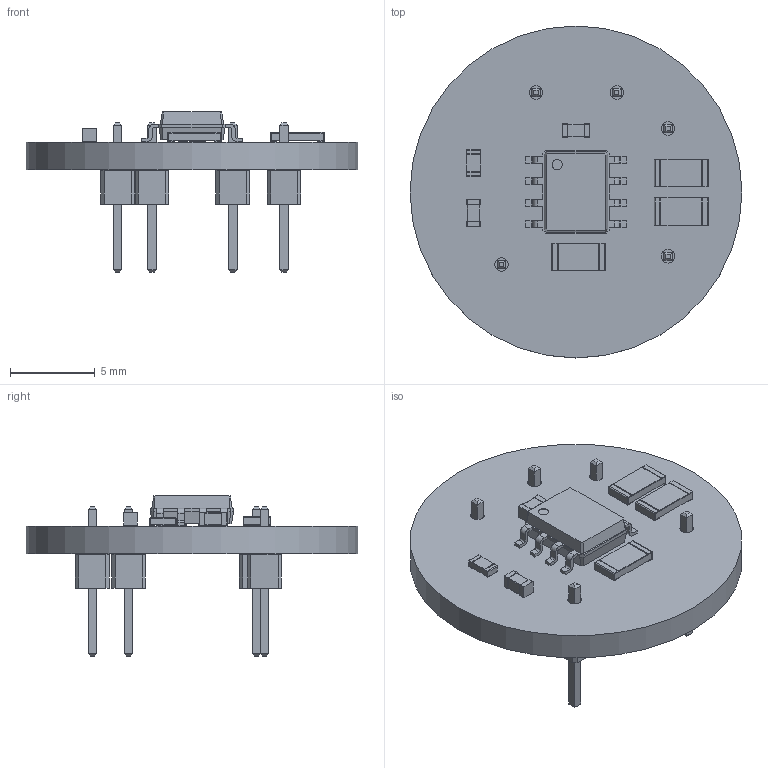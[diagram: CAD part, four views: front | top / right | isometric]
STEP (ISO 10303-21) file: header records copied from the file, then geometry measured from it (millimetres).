
FILE_DESCRIPTION(('KiCad electronic assembly'),'2;1');
FILE_NAME('AS5600.step','2024-02-25T23:48:45',('Pcbnew'),('Kicad'), 'Open CASCADE STEP processor 7.7','KiCad to STEP converter','Unknown' );
FILE_SCHEMA(('AUTOMOTIVE_DESIGN { 1 0 10303 214 1 1 1 1 }'));
Length unit declared in the file: millimetre
Products named in the file (12): AS5600 1; R_0603_1608Metric; SOLID; SOIC-8_3.9x4.9mm_P1.27mm; R_1206_3216Metric; C_0603_1608Metric; PinHeader_1x01_P2.00mm_Vertical; AS5600 PCB
Assembly tree (18 placements, depth 3):
  AS5600 1
    R_0603_1608Metric
      SOLID
    SOIC-8_3.9x4.9mm_P1.27mm
      SOLID
    R_1206_3216Metric  x3
      SOLID
    C_0603_1608Metric  x2
      SOLID
    PinHeader_1x01_P2.00mm_Vertical  x5
      SOLID
    AS5600 PCB
Bounding box: 19.6 x 19.6 x 9.45 mm (x, y, z)
Volume: 566.7 mm3; surface area: 1040.2 mm2
Topology: 13 solids, 13 shells, 464 faces, 1157 edges, 734 vertices
Faces by surface type: plane 337, cylinder 95, bspline 32
Full cylindrical faces by diameter (mm): 0.6 x1, 0.8 x5, 19.6 x1
Entity records: 19510 total; most frequent: CARTESIAN_POINT 3550, DIRECTION 2574, LINE 1715, VECTOR 1715, ORIENTED_EDGE 1386, PCURVE 1386, DEFINITIONAL_REPRESENTATION 1386, EDGE_CURVE 693
